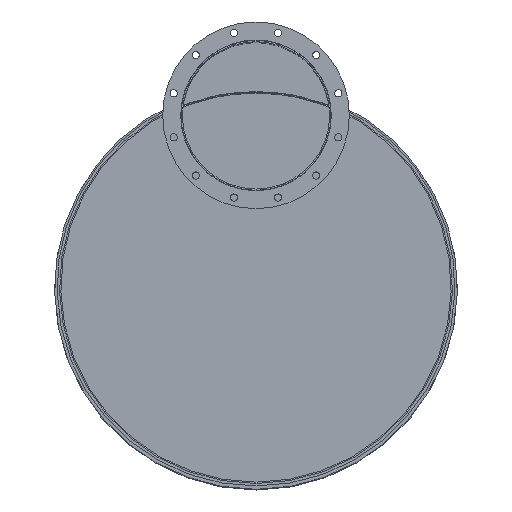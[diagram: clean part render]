
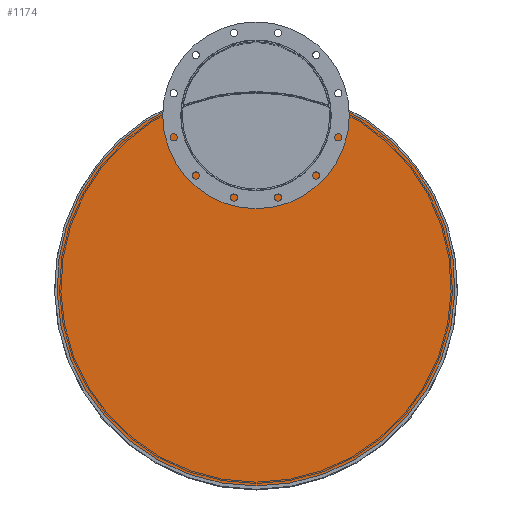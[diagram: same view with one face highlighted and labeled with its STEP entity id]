
A CAD part, top view. The second image highlights one B-rep face of the part: STEP entity #1174.
In plain terms, the highlighted planar face has unit normal (0, 0, 1).
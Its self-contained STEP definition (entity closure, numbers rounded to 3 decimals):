
#81=PLANE('',#1354);
#194=FACE_BOUND('',#448,.T.);
#263=FACE_OUTER_BOUND('',#447,.T.);
#447=EDGE_LOOP('',(#996,#997));
#448=EDGE_LOOP('',(#998));
#555=CIRCLE('',#1345,230.);
#558=CIRCLE('',#1349,607.5);
#559=CIRCLE('',#1351,244.);
#665=VERTEX_POINT('',#2011);
#667=VERTEX_POINT('',#2016);
#670=VERTEX_POINT('',#2021);
#777=EDGE_CURVE('',#665,#665,#555,.T.);
#782=EDGE_CURVE('',#670,#667,#558,.T.);
#783=EDGE_CURVE('',#667,#670,#559,.T.);
#996=ORIENTED_EDGE('',*,*,#782,.F.);
#997=ORIENTED_EDGE('',*,*,#783,.F.);
#998=ORIENTED_EDGE('',*,*,#777,.T.);
#1174=ADVANCED_FACE('',(#263,#194),#81,.F.);
#1345=AXIS2_PLACEMENT_3D('',#2012,#1678,#1679);
#1349=AXIS2_PLACEMENT_3D('',#2023,#1688,#1689);
#1351=AXIS2_PLACEMENT_3D('',#2025,#1692,#1693);
#1354=AXIS2_PLACEMENT_3D('',#2028,#1698,#1699);
#1678=DIRECTION('center_axis',(0.,0.,-1.));
#1679=DIRECTION('ref_axis',(-1.,0.,0.));
#1688=DIRECTION('center_axis',(0.,0.,-1.));
#1689=DIRECTION('ref_axis',(-1.,0.,0.));
#1692=DIRECTION('center_axis',(0.,0.,-1.));
#1693=DIRECTION('ref_axis',(-1.,0.,0.));
#1698=DIRECTION('center_axis',(0.,0.,-1.));
#1699=DIRECTION('ref_axis',(0.,-1.,0.));
#2011=CARTESIAN_POINT('',(230.,524.,2810.));
#2012=CARTESIAN_POINT('Origin',(0.,524.,2810.));
#2016=CARTESIAN_POINT('',(-241.711,557.344,2810.));
#2021=CARTESIAN_POINT('',(241.711,557.344,2810.));
#2023=CARTESIAN_POINT('Origin',(0.,0.,2810.));
#2025=CARTESIAN_POINT('Origin',(0.,524.,2810.));
#2028=CARTESIAN_POINT('Origin',(0.,0.,2810.));
